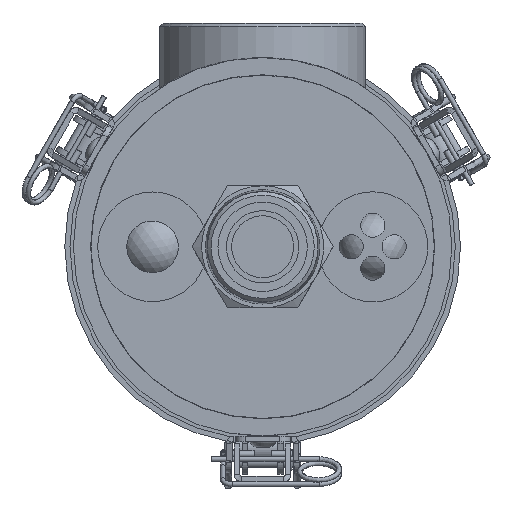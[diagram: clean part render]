
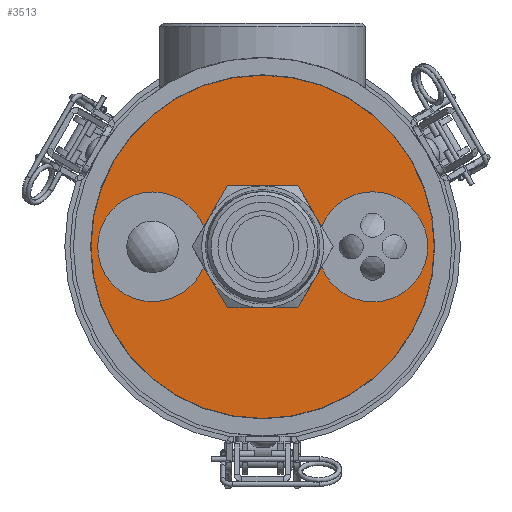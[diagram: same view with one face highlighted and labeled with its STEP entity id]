
A CAD part, front view. The second image highlights one B-rep face of the part: STEP entity #3513.
In plain terms, the highlighted planar face has unit normal (0, -1, 0).
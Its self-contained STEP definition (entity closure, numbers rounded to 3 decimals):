
#3513 = ADVANCED_FACE ( 'NONE', ( #49084, #54349, #49433, #4262 ), #31184, .F. ) ;
#4169 = AXIS2_PLACEMENT_3D ( 'NONE', #19662, #9467, #19334 ) ;
#4262 = FACE_BOUND ( 'NONE', #10227, .T. ) ;
#6180 = DIRECTION ( 'NONE',  ( 0., 0., 1. ) ) ;
#9467 = DIRECTION ( 'NONE',  ( 0., 1., 0. ) ) ;
#9833 = CIRCLE ( 'NONE', #16103, 49.9 ) ;
#10227 = EDGE_LOOP ( 'NONE', ( #34853 ) ) ;
#10725 = VERTEX_POINT ( 'NONE', #21554 ) ;
#12993 = EDGE_CURVE ( 'NONE', #53636, #53636, #24765, .T. ) ;
#13710 = EDGE_LOOP ( 'NONE', ( #15391 ) ) ;
#14380 = VERTEX_POINT ( 'NONE', #20262 ) ;
#15391 = ORIENTED_EDGE ( 'NONE', *, *, #28485, .T. ) ;
#15910 = DIRECTION ( 'NONE',  ( 0., 1., 0. ) ) ;
#16103 = AXIS2_PLACEMENT_3D ( 'NONE', #26451, #61753, #47257 ) ;
#16717 = DIRECTION ( 'NONE',  ( 0., 1., 0. ) ) ;
#17411 = AXIS2_PLACEMENT_3D ( 'NONE', #61098, #15910, #58878 ) ;
#17837 = CIRCLE ( 'NONE', #4169, 15.9 ) ;
#18499 = DIRECTION ( 'NONE',  ( 0., 1., 0. ) ) ;
#19334 = DIRECTION ( 'NONE',  ( 0., 0., 1. ) ) ;
#19354 = ORIENTED_EDGE ( 'NONE', *, *, #21774, .F. ) ;
#19390 = CIRCLE ( 'NONE', #17411, 12.06 ) ;
#19662 = CARTESIAN_POINT ( 'NONE',  ( -34.923, -30.796, 0. ) ) ;
#20262 = CARTESIAN_POINT ( 'NONE',  ( -2.923, -30.796, 49.9 ) ) ;
#21554 = CARTESIAN_POINT ( 'NONE',  ( -2.923, -30.796, 12.06 ) ) ;
#21774 = EDGE_CURVE ( 'NONE', #14380, #14380, #9833, .T. ) ;
#22193 = VERTEX_POINT ( 'NONE', #37295 ) ;
#22622 = EDGE_LOOP ( 'NONE', ( #19354 ) ) ;
#23327 = CARTESIAN_POINT ( 'NONE',  ( 29.077, -30.796, 15.9 ) ) ;
#24765 = CIRCLE ( 'NONE', #39431, 15.9 ) ;
#25161 = EDGE_CURVE ( 'NONE', #10725, #10725, #19390, .T. ) ;
#26451 = CARTESIAN_POINT ( 'NONE',  ( -2.923, -30.796, 0. ) ) ;
#28485 = EDGE_CURVE ( 'NONE', #22193, #22193, #17837, .T. ) ;
#31184 = PLANE ( 'NONE',  #33239 ) ;
#32070 = EDGE_LOOP ( 'NONE', ( #54909 ) ) ;
#33239 = AXIS2_PLACEMENT_3D ( 'NONE', #55645, #16717, #6180 ) ;
#34853 = ORIENTED_EDGE ( 'NONE', *, *, #12993, .T. ) ;
#37295 = CARTESIAN_POINT ( 'NONE',  ( -34.923, -30.796, 15.9 ) ) ;
#37570 = DIRECTION ( 'NONE',  ( 0., 0., 1. ) ) ;
#39431 = AXIS2_PLACEMENT_3D ( 'NONE', #62378, #18499, #37570 ) ;
#47257 = DIRECTION ( 'NONE',  ( 0., 0., 1. ) ) ;
#49084 = FACE_OUTER_BOUND ( 'NONE', #22622, .T. ) ;
#49433 = FACE_BOUND ( 'NONE', #13710, .T. ) ;
#53636 = VERTEX_POINT ( 'NONE', #23327 ) ;
#54349 = FACE_BOUND ( 'NONE', #32070, .T. ) ;
#54909 = ORIENTED_EDGE ( 'NONE', *, *, #25161, .T. ) ;
#55645 = CARTESIAN_POINT ( 'NONE',  ( -2.923, -30.796, 0. ) ) ;
#58878 = DIRECTION ( 'NONE',  ( 0., 0., 1. ) ) ;
#61098 = CARTESIAN_POINT ( 'NONE',  ( -2.923, -30.796, 0. ) ) ;
#61753 = DIRECTION ( 'NONE',  ( 0., 1., 0. ) ) ;
#62378 = CARTESIAN_POINT ( 'NONE',  ( 29.077, -30.796, 0. ) ) ;
